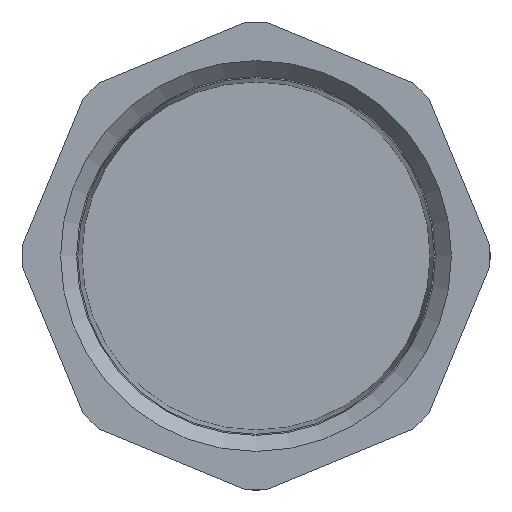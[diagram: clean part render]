
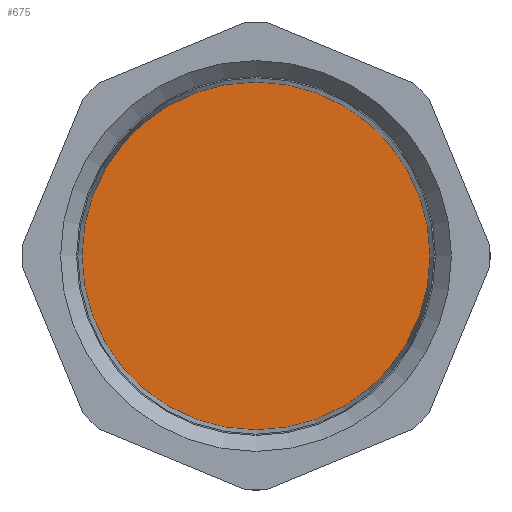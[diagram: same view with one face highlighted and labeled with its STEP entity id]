
A CAD part, front view. The second image highlights one B-rep face of the part: STEP entity #675.
In plain terms, the highlighted planar face has unit normal (0, -1, 0).
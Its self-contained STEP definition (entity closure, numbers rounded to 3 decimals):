
#32=PLANE('',#735);
#118=CIRCLE('',#736,21.75);
#164=FACE_OUTER_BOUND('',#206,.T.);
#206=EDGE_LOOP('',(#626));
#326=VERTEX_POINT('',#1578);
#427=EDGE_CURVE('',#326,#326,#118,.T.);
#626=ORIENTED_EDGE('',*,*,#427,.F.);
#675=ADVANCED_FACE('',(#164),#32,.T.);
#735=AXIS2_PLACEMENT_3D('',#1577,#876,#877);
#736=AXIS2_PLACEMENT_3D('',#1579,#878,#879);
#876=DIRECTION('center_axis',(0.,-1.,0.));
#877=DIRECTION('ref_axis',(0.,0.,-1.));
#878=DIRECTION('center_axis',(0.,1.,0.));
#879=DIRECTION('ref_axis',(1.,0.,0.));
#1577=CARTESIAN_POINT('Origin',(-21.75,23.,0.));
#1578=CARTESIAN_POINT('',(-21.75,23.,0.));
#1579=CARTESIAN_POINT('Origin',(0.,23.,0.));
